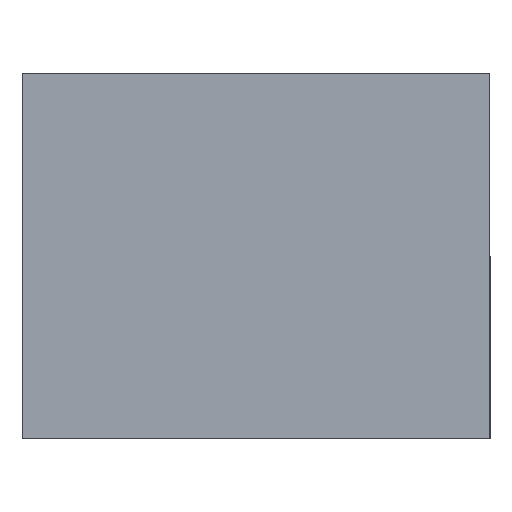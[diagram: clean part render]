
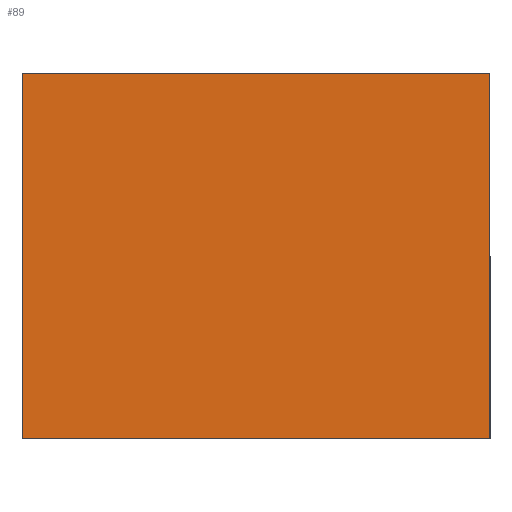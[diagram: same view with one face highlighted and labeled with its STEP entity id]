
A CAD part, left-side view. The second image highlights one B-rep face of the part: STEP entity #89.
In plain terms, the highlighted face is planar.
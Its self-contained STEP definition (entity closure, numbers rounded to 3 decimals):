
#89 = ADVANCED_FACE( '', ( #153 ), #154, .T. );
#153 = FACE_OUTER_BOUND( '', #203, .T. );
#154 = PLANE( '', #204 );
#203 = EDGE_LOOP( '', ( #246, #247, #248, #249 ) );
#204 = AXIS2_PLACEMENT_3D( '', #250, #251, #252 );
#246 = ORIENTED_EDGE( '', *, *, #340, .T. );
#247 = ORIENTED_EDGE( '', *, *, #341, .T. );
#248 = ORIENTED_EDGE( '', *, *, #342, .T. );
#249 = ORIENTED_EDGE( '', *, *, #343, .T. );
#250 = CARTESIAN_POINT( '', ( 0., 0., -0.25 ) );
#251 = DIRECTION( '', ( 0., 0., -1. ) );
#252 = DIRECTION( '', ( -1., 0., 0. ) );
#340 = EDGE_CURVE( '', #380, #381, #382, .T. );
#341 = EDGE_CURVE( '', #381, #383, #384, .T. );
#342 = EDGE_CURVE( '', #383, #385, #386, .T. );
#343 = EDGE_CURVE( '', #385, #380, #387, .T. );
#380 = VERTEX_POINT( '', #436 );
#381 = VERTEX_POINT( '', #437 );
#382 = LINE( '', #438, #439 );
#383 = VERTEX_POINT( '', #440 );
#384 = LINE( '', #441, #442 );
#385 = VERTEX_POINT( '', #443 );
#386 = LINE( '', #444, #445 );
#387 = LINE( '', #446, #447 );
#436 = CARTESIAN_POINT( '', ( 0.8, 0.625, -0.25 ) );
#437 = CARTESIAN_POINT( '', ( 0.8, -0.625, -0.25 ) );
#438 = CARTESIAN_POINT( '', ( 0.8, 0.625, -0.25 ) );
#439 = VECTOR( '', #502, 1000. );
#440 = CARTESIAN_POINT( '', ( -0.8, -0.625, -0.25 ) );
#441 = CARTESIAN_POINT( '', ( 0.8, -0.625, -0.25 ) );
#442 = VECTOR( '', #503, 1000. );
#443 = CARTESIAN_POINT( '', ( -0.8, 0.625, -0.25 ) );
#444 = CARTESIAN_POINT( '', ( -0.8, -0.625, -0.25 ) );
#445 = VECTOR( '', #504, 1000. );
#446 = CARTESIAN_POINT( '', ( -0.8, 0.625, -0.25 ) );
#447 = VECTOR( '', #505, 1000. );
#502 = DIRECTION( '', ( 0., -1., 0. ) );
#503 = DIRECTION( '', ( -1., 0., 0. ) );
#504 = DIRECTION( '', ( 0., 1., 0. ) );
#505 = DIRECTION( '', ( 1., 0., 0. ) );
